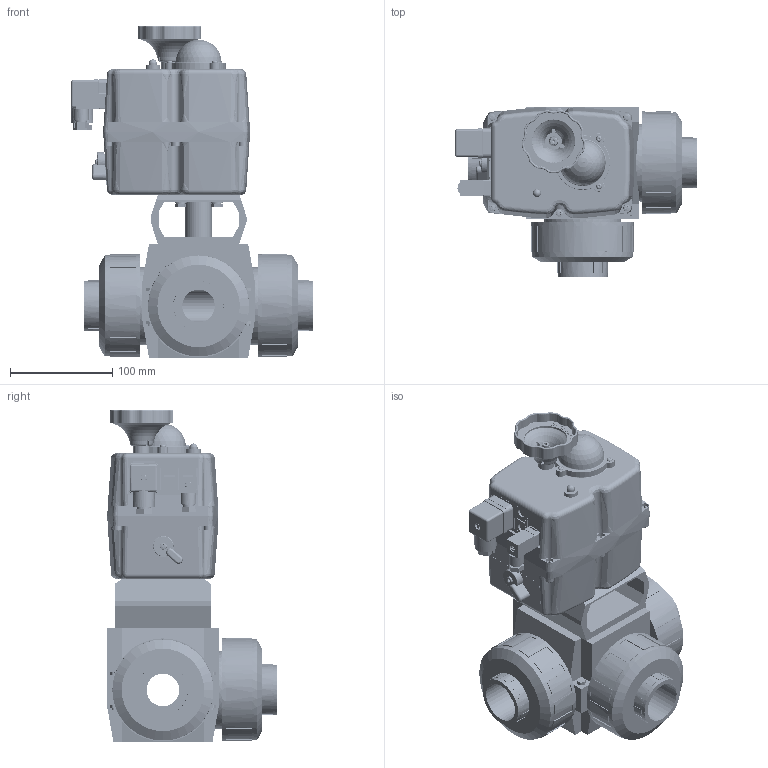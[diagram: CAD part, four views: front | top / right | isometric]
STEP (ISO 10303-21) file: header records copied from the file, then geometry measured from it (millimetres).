
FILE_DESCRIPTION((''),'2;1');
FILE_NAME('PV11013A 040 T1 S20.stp','2021-12-22T13:39:45',('RL'),(''),'Autodesk Inventor 2012','Autodesk Inventor 2012','');
FILE_SCHEMA(('AUTOMOTIVE_DESIGN { 1 0 10303 214 1 1 1 1 }'));
Length unit declared in the file: millimetre
Products named in the file (1): PV11013A_040_T_X20
Bounding box: 236.93 x 167 x 325.45 mm (x, y, z)
Volume: 2621443.6 mm3; surface area: 515367.1 mm2
Topology: 2 solids, 62 shells, 3709 faces, 9341 edges, 5889 vertices
Faces by surface type: plane 1673, cylinder 980, torus 416, bspline 368, cone 226, sphere 46
Full cylindrical faces by diameter (mm): 1.5 x10, 1.6 x6, 2.2 x5, 2.5 x4, 3 x31, 3.5 x39, 3.9 x2, 3.96 x8, 4 x26, 4.25 x6, 4.5 x1, 4.7 x3, 4.9 x2, 5 x14, 5.7 x3, 6 x7, 6.4 x4, 6.5 x8, 6.8 x11, 7 x3, 7.5 x7, 8 x14, 8.05 x1, 8.1 x1, 8.5 x4, 8.88 x4, 8.9 x3, 9 x2, 10 x5, 10.2 x1
Entity records: 168661 total; most frequent: CARTESIAN_POINT 83189, DIRECTION 17849, ORIENTED_EDGE 17114, EDGE_CURVE 8557, AXIS2_PLACEMENT_3D 7017, VERTEX_POINT 5645, EDGE_LOOP 4439, VECTOR 3815
